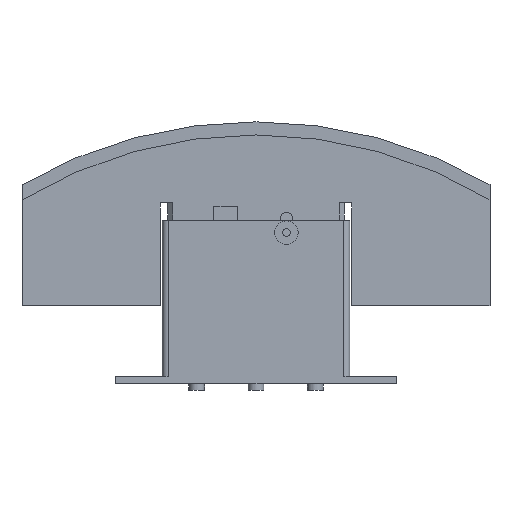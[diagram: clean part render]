
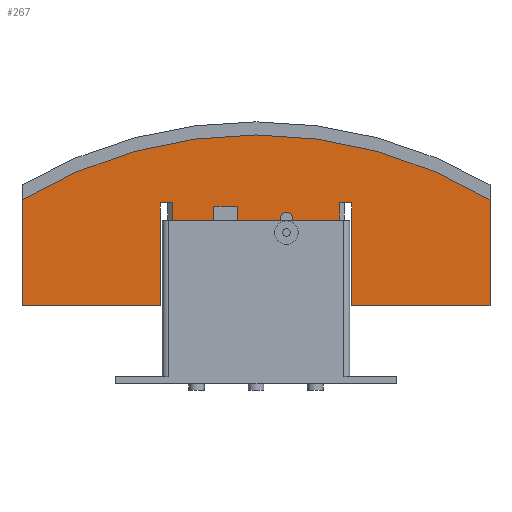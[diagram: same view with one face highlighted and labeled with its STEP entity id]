
A CAD part, front view. The second image highlights one B-rep face of the part: STEP entity #267.
In plain terms, the highlighted planar face has unit normal (0, -1, 0).
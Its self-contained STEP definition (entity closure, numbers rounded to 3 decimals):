
#267=ADVANCED_FACE('',(#560,#561,#562),#563,.F.);
#560=FACE_BOUND('',#876,.T.);
#561=FACE_BOUND('',#877,.T.);
#562=FACE_OUTER_BOUND('',#878,.T.);
#563=PLANE('',#879);
#876=EDGE_LOOP('',(#1541,#1542,#1543,#1544));
#877=EDGE_LOOP('',(#1545,#1546,#1547,#1548));
#878=EDGE_LOOP('',(#1549,#1550,#1551,#1552,#1553,#1554,#1555,#1556,#1557,#1558,#1559,#1560));
#879=AXIS2_PLACEMENT_3D('',#1561,#1562,#1563);
#1541=ORIENTED_EDGE('',*,*,#1984,.T.);
#1542=ORIENTED_EDGE('',*,*,#1993,.T.);
#1543=ORIENTED_EDGE('',*,*,#1981,.T.);
#1544=ORIENTED_EDGE('',*,*,#1991,.T.);
#1545=ORIENTED_EDGE('',*,*,#1971,.T.);
#1546=ORIENTED_EDGE('',*,*,#2005,.T.);
#1547=ORIENTED_EDGE('',*,*,#1976,.T.);
#1548=ORIENTED_EDGE('',*,*,#2006,.T.);
#1549=ORIENTED_EDGE('',*,*,#2007,.T.);
#1550=ORIENTED_EDGE('',*,*,#2003,.T.);
#1551=ORIENTED_EDGE('',*,*,#2008,.T.);
#1552=ORIENTED_EDGE('',*,*,#2009,.T.);
#1553=ORIENTED_EDGE('',*,*,#2010,.T.);
#1554=ORIENTED_EDGE('',*,*,#2011,.T.);
#1555=ORIENTED_EDGE('',*,*,#2012,.T.);
#1556=ORIENTED_EDGE('',*,*,#2013,.T.);
#1557=ORIENTED_EDGE('',*,*,#2014,.T.);
#1558=ORIENTED_EDGE('',*,*,#2015,.T.);
#1559=ORIENTED_EDGE('',*,*,#2016,.T.);
#1560=ORIENTED_EDGE('',*,*,#2017,.T.);
#1561=CARTESIAN_POINT('',(0.,-16.5,81.336));
#1562=DIRECTION('',(0.0,1.0,0.0));
#1563=DIRECTION('',(-1.0,0.0,0.0));
#1971=EDGE_CURVE('',#2380,#2384,#2386,.T.);
#1976=EDGE_CURVE('',#2389,#2393,#2395,.T.);
#1981=EDGE_CURVE('',#2398,#2402,#2404,.T.);
#1984=EDGE_CURVE('',#2409,#2406,#2410,.T.);
#1991=EDGE_CURVE('',#2402,#2409,#2418,.T.);
#1993=EDGE_CURVE('',#2406,#2398,#2420,.T.);
#2003=EDGE_CURVE('',#2432,#2436,#2438,.T.);
#2005=EDGE_CURVE('',#2384,#2389,#2440,.T.);
#2006=EDGE_CURVE('',#2393,#2380,#2441,.T.);
#2007=EDGE_CURVE('',#2442,#2432,#2443,.T.);
#2008=EDGE_CURVE('',#2436,#2444,#2445,.T.);
#2009=EDGE_CURVE('',#2444,#2446,#2447,.T.);
#2010=EDGE_CURVE('',#2446,#2448,#2449,.T.);
#2011=EDGE_CURVE('',#2448,#2450,#2451,.T.);
#2012=EDGE_CURVE('',#2450,#2452,#2453,.T.);
#2013=EDGE_CURVE('',#2452,#2454,#2455,.T.);
#2014=EDGE_CURVE('',#2454,#2456,#2457,.T.);
#2015=EDGE_CURVE('',#2456,#2458,#2459,.T.);
#2016=EDGE_CURVE('',#2458,#2460,#2461,.T.);
#2017=EDGE_CURVE('',#2460,#2442,#2462,.T.);
#2380=VERTEX_POINT('',#2941);
#2384=VERTEX_POINT('',#2946);
#2386=CIRCLE('',#2949,4.0);
#2389=VERTEX_POINT('',#2952);
#2393=VERTEX_POINT('',#2957);
#2395=CIRCLE('',#2960,4.0);
#2398=VERTEX_POINT('',#2963);
#2402=VERTEX_POINT('',#2969);
#2404=LINE('',#2972,#2973);
#2406=VERTEX_POINT('',#2975);
#2409=VERTEX_POINT('',#2979);
#2410=LINE('',#2980,#2981);
#2418=LINE('',#2993,#2994);
#2420=LINE('',#2996,#2997);
#2432=VERTEX_POINT('',#3013);
#2436=VERTEX_POINT('',#3019);
#2438=LINE('',#3022,#3023);
#2440=LINE('',#3025,#3026);
#2441=LINE('',#3027,#3028);
#2442=VERTEX_POINT('',#3029);
#2443=LINE('',#3030,#3031);
#2444=VERTEX_POINT('',#3032);
#2445=LINE('',#3033,#3034);
#2446=VERTEX_POINT('',#3035);
#2447=LINE('',#3036,#3037);
#2448=VERTEX_POINT('',#3038);
#2449=LINE('',#3039,#3040);
#2450=VERTEX_POINT('',#3041);
#2451=LINE('',#3042,#3043);
#2452=VERTEX_POINT('',#3044);
#2453=LINE('',#3045,#3046);
#2454=VERTEX_POINT('',#3047);
#2455=LINE('',#3048,#3049);
#2456=VERTEX_POINT('',#3050);
#2457=CIRCLE('',#3051,291.6);
#2458=VERTEX_POINT('',#3052);
#2459=LINE('',#3053,#3054);
#2460=VERTEX_POINT('',#3055);
#2461=LINE('',#3056,#3057);
#2462=LINE('',#3058,#3059);
#2941=CARTESIAN_POINT('',(15.5,-16.5,106.));
#2946=CARTESIAN_POINT('',(23.5,-16.5,106.));
#2949=AXIS2_PLACEMENT_3D('',#3421,#3422,#3423);
#2952=CARTESIAN_POINT('',(23.5,-16.5,48.));
#2957=CARTESIAN_POINT('',(15.5,-16.5,48.));
#2960=AXIS2_PLACEMENT_3D('',#3429,#3430,#3431);
#2963=CARTESIAN_POINT('',(-27.001,-16.5,114.001));
#2969=CARTESIAN_POINT('',(-11.999,-16.5,114.001));
#2972=CARTESIAN_POINT('',(-9.75,-16.5,114.001));
#2973=VECTOR('',#3435,1.0);
#2975=CARTESIAN_POINT('',(-27.001,-16.5,51.999));
#2979=CARTESIAN_POINT('',(-11.999,-16.5,51.999));
#2980=CARTESIAN_POINT('',(-9.75,-16.5,51.999));
#2981=VECTOR('',#3437,1.0);
#2993=CARTESIAN_POINT('',(-11.999,-16.5,82.168));
#2994=VECTOR('',#3442,1.0);
#2996=CARTESIAN_POINT('',(-27.001,-16.5,82.168));
#2997=VECTOR('',#3443,1.0);
#3013=CARTESIAN_POINT('',(-53.5,-16.5,116.0));
#3019=CARTESIAN_POINT('',(-53.5,-16.5,15.0));
#3022=CARTESIAN_POINT('',(-53.5,-16.5,48.168));
#3023=VECTOR('',#3451,1.0);
#3025=CARTESIAN_POINT('',(23.5,-16.5,79.168));
#3026=VECTOR('',#3452,1.0);
#3027=CARTESIAN_POINT('',(15.5,-16.5,86.418));
#3028=VECTOR('',#3453,1.0);
#3029=CARTESIAN_POINT('',(-61.5,-16.5,116.0));
#3030=CARTESIAN_POINT('',(0.,-16.5,116.0));
#3031=VECTOR('',#3454,1.0);
#3032=CARTESIAN_POINT('',(53.5,-16.5,15.0));
#3033=CARTESIAN_POINT('',(0.0,-16.5,15.0));
#3034=VECTOR('',#3455,1.0);
#3035=CARTESIAN_POINT('',(53.5,-16.5,116.0));
#3036=CARTESIAN_POINT('',(53.5,-16.5,48.168));
#3037=VECTOR('',#3456,1.0);
#3038=CARTESIAN_POINT('',(61.5,-16.5,116.0));
#3039=CARTESIAN_POINT('',(0.,-16.5,116.0));
#3040=VECTOR('',#3457,1.0);
#3041=CARTESIAN_POINT('',(61.5,-16.5,50.0));
#3042=CARTESIAN_POINT('',(61.5,-16.5,73.418));
#3043=VECTOR('',#3458,1.0);
#3044=CARTESIAN_POINT('',(150.0,-16.5,50.0));
#3045=CARTESIAN_POINT('',(0.,-16.5,50.0));
#3046=VECTOR('',#3459,1.0);
#3047=CARTESIAN_POINT('',(150.0,-16.5,118.061));
#3048=CARTESIAN_POINT('',(150.0,-16.5,15.0));
#3049=VECTOR('',#3460,1.0);
#3050=CARTESIAN_POINT('',(-150.0,-16.5,118.061));
#3051=AXIS2_PLACEMENT_3D('',#3461,#3462,#3463);
#3052=CARTESIAN_POINT('',(-150.0,-16.5,50.0));
#3053=CARTESIAN_POINT('',(-150.0,-16.5,127.808));
#3054=VECTOR('',#3464,1.0);
#3055=CARTESIAN_POINT('',(-61.5,-16.5,50.0));
#3056=CARTESIAN_POINT('',(0.,-16.5,50.0));
#3057=VECTOR('',#3465,1.0);
#3058=CARTESIAN_POINT('',(-61.5,-16.5,73.418));
#3059=VECTOR('',#3466,1.0);
#3421=CARTESIAN_POINT('',(19.5,-16.5,106.));
#3422=DIRECTION('',(0.0,1.0,0.0));
#3423=DIRECTION('',(1.,0.0,0.));
#3429=CARTESIAN_POINT('',(19.5,-16.5,48.));
#3430=DIRECTION('',(0.0,1.0,0.0));
#3431=DIRECTION('',(-1.,-0.0,0.));
#3435=DIRECTION('',(1.0,0.0,0.0));
#3437=DIRECTION('',(-1.0,0.0,0.0));
#3442=DIRECTION('',(0.0,0.0,-1.0));
#3443=DIRECTION('',(0.0,0.0,1.0));
#3451=DIRECTION('',(0.0,0.0,-1.0));
#3452=DIRECTION('',(0.0,0.0,-1.0));
#3453=DIRECTION('',(0.0,-0.0,1.0));
#3454=DIRECTION('',(1.0,-0.0,0.0));
#3455=DIRECTION('',(1.0,0.0,0.0));
#3456=DIRECTION('',(0.0,-0.0,1.0));
#3457=DIRECTION('',(1.0,-0.0,0.0));
#3458=DIRECTION('',(0.0,0.0,-1.0));
#3459=DIRECTION('',(1.0,0.0,0.0));
#3460=DIRECTION('',(0.0,0.0,1.0));
#3461=CARTESIAN_POINT('',(0.0,-16.5,-132.0));
#3462=DIRECTION('',(-0.0,-1.0,-0.0));
#3463=DIRECTION('',(-1.0,0.0,0.0));
#3464=DIRECTION('',(0.0,0.0,-1.0));
#3465=DIRECTION('',(1.0,0.0,0.0));
#3466=DIRECTION('',(0.0,0.0,1.0));
